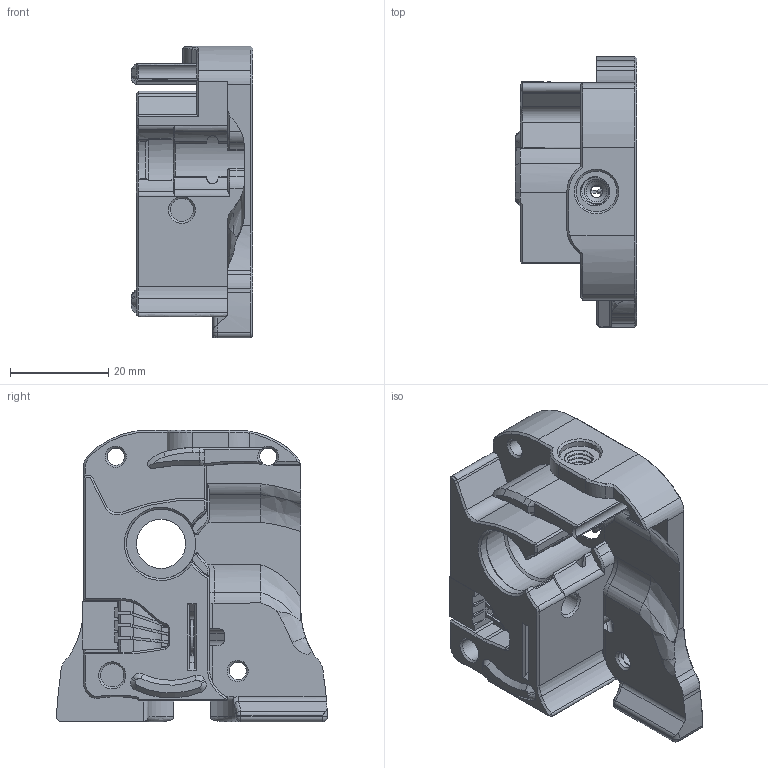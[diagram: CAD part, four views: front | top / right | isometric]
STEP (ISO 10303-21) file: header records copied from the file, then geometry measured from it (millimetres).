
FILE_DESCRIPTION(/* description */ (''),/* implementation_level */ '2;1');
FILE_NAME(/* name */ 'Galileo_Clockwork_ERCF_Sensor.step',/* time_stamp */ '2021-10-22T13:44:34+02:00',/* author */ (''),/* organization */ (''),/* preprocessor_version */ 'ST-DEVELOPER v18.1',/* originating_system */ 'Autodesk Translation Framework v10.10.0.1391',/* authorisation */ '');
FILE_SCHEMA (('AUTOMOTIVE_DESIGN { 1 0 10303 214 3 1 1 }'));
Length unit declared in the file: millimetre
Products named in the file (10): Galileo_Clockwork_ercf1.1; Galileo Clockwork; Galileo Body; Main Body Coupler; AH3364Q-P-B bent v6; JST - XH - Thru (V) - 3Pin - 2.54mm v1; M3Washer v1; M3 Washer; Magnet6x3 v1; M3X8 SHCS v2
Assembly tree (9 placements, depth 4):
  Galileo_Clockwork_ercf1.1
    Galileo Clockwork
      Galileo Body
        Main Body Coupler
    AH3364Q-P-B bent v6
      JST - XH - Thru (V) - 3Pin - 2.54mm v1
    M3Washer v1
      M3 Washer
    Magnet6x3 v1
    M3X8 SHCS v2
Bounding box: 24.7 x 55.02 x 59.3 mm (x, y, z)
Volume: 28413.1 mm3; surface area: 14349 mm2
Topology: 6 solids, 26 shells, 836 faces, 2140 edges, 1372 vertices
Faces by surface type: plane 505, cylinder 142, bspline 105, cone 76, torus 5, sphere 3
Full cylindrical faces by diameter (mm): 2.5 x2, 2.7 x1, 3 x1, 3.2 x1, 3.4 x1, 3.5 x3, 4.2 x2, 4.7 x5, 5.035 x4, 5.5 x1, 6 x5, 6.1 x1, 6.147 x4, 7 x1, 8.25 x1, 10 x1, 14.1 x1
Entity records: 31770 total; most frequent: CARTESIAN_POINT 11641, ORIENTED_EDGE 4270, DIRECTION 3781, EDGE_CURVE 2135, LINE 1421, VECTOR 1421, VERTEX_POINT 1371, AXIS2_PLACEMENT_3D 1180
